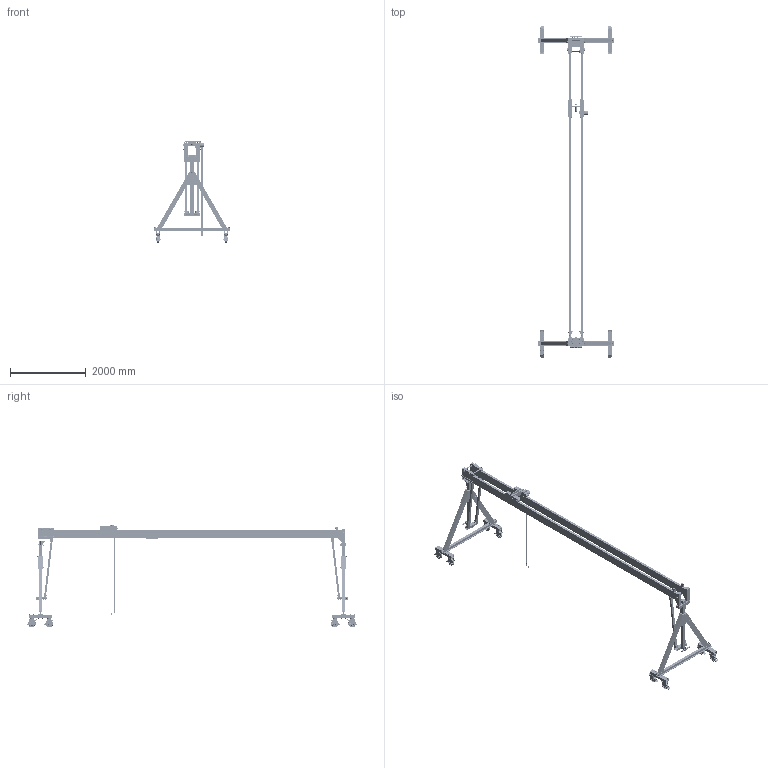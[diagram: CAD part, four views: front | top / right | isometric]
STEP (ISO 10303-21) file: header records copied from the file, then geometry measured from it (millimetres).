
FILE_DESCRIPTION(/* description */ (''),/* implementation_level */ '2;1');
FILE_NAME(/* name */ '14501080-10_Portalkran.stp',/* time_stamp */ '2020-10-14T09:46:42+02:00',/* author */ ('stephan'),/* organization */ (''),/* preprocessor_version */ 'ST-DEVELOPER v17.2',/* originating_system */ 'Autodesk Inventor 2019',/* authorisation */ '');
FILE_SCHEMA (('AUTOMOTIVE_DESIGN { 1 0 10303 214 3 1 1 }'));
Products named in the file (1): 14501080-001_Shrinkwrap_1
Bounding box: 1999.73 x 8751.86 x 2712.94 mm (x, y, z)
Volume: 149546629.4 mm3; surface area: 44691021.3 mm2
Topology: 480 solids, 480 shells, 13856 faces, 34961 edges, 22817 vertices
Faces by surface type: plane 7290, cylinder 2096, bspline 2045, cone 1583, torus 649, sphere 193
Full cylindrical faces by diameter (mm): 2.1 x2, 4.2 x3, 6 x28, 8 x18, 8.9 x5, 9.4 x4, 9.999 x8, 10 x75, 11.34 x2, 11.6 x12, 12 x51, 13 x10, 13.5 x4, 13.6 x2, 13.95 x48, 14 x4, 14.917 x4, 15 x1, 15.24 x6, 15.6 x98, 15.9 x2, 16 x27, 17 x16, 17.4 x42, 18 x35, 18.999 x8, 19 x8, 19.8 x2, 19.9 x4, 20 x57
Entity records: 598470 total; most frequent: CARTESIAN_POINT 268384, ORIENTED_EDGE 69914, DIRECTION 60385, EDGE_CURVE 34957, VERTEX_POINT 22817, AXIS2_PLACEMENT_3D 22500, LINE 15385, VECTOR 15385
